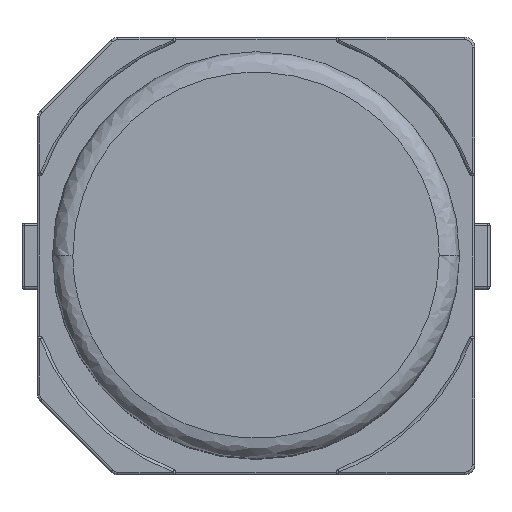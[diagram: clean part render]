
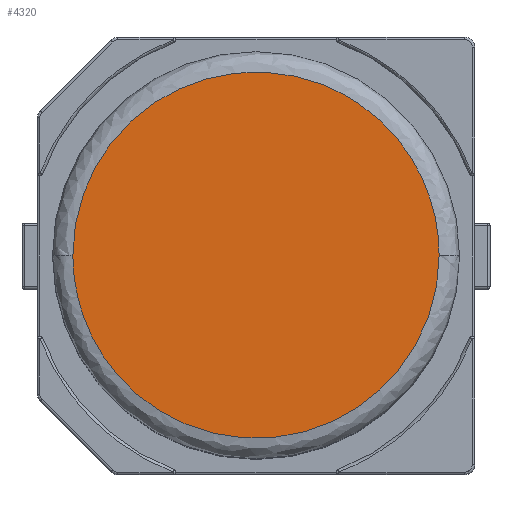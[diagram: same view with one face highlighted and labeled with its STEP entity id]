
A CAD part, top view. The second image highlights one B-rep face of the part: STEP entity #4320.
In plain terms, the highlighted planar face has unit normal (0, 0, 1).
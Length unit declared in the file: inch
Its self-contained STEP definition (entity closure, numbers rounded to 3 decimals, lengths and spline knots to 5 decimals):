
#19 = VERTEX_POINT ( 'NONE', #749 ) ;
#297 = DIRECTION ( 'NONE',  ( -1., 0., 0. ) ) ;
#347 = CARTESIAN_POINT ( 'NONE',  ( 0.07183, 0.05904, 0.22046 ) ) ;
#556 = ORIENTED_EDGE ( 'NONE', *, *, #2997, .F. ) ;
#576 = CARTESIAN_POINT ( 'NONE',  ( 0.07171, -0.02142, 0.22046 ) ) ;
#749 = CARTESIAN_POINT ( 'NONE',  ( -0.07003, 0.00002, 0.22046 ) ) ;
#871 = CARTESIAN_POINT ( 'NONE',  ( -0.07003, 0.00002, 0.22046 ) ) ;
#894 = CARTESIAN_POINT ( 'NONE',  ( 0.06241, 0.04411, 0.22046 ) ) ;
#934 = EDGE_LOOP ( 'NONE', ( #3639, #1179, #2524, #556 ) ) ;
#971 = CARTESIAN_POINT ( 'NONE',  ( 0.07171, 0.02145, 0.22046 ) ) ;
#1058 = EDGE_CURVE ( 'NONE', #1515, #1744, #2623, .T. ) ;
#1179 = ORIENTED_EDGE ( 'NONE', *, *, #4783, .F. ) ;
#1230 = CARTESIAN_POINT ( 'NONE',  ( 0.04021, 0.05894, 0.22046 ) ) ;
#1515 = VERTEX_POINT ( 'NONE', #4081 ) ;
#1575 = CARTESIAN_POINT ( 'NONE',  ( -0.07003, -0.05442, 0.22046 ) ) ;
#1581 = VERTEX_POINT ( 'NONE', #3039 ) ;
#1602 = AXIS2_PLACEMENT_3D ( 'NONE', #347, #3849, #297 ) ;
#1744 = VERTEX_POINT ( 'NONE', #4582 ) ;
#1900 = EDGE_CURVE ( 'NONE', #1581, #19, #4823, .T. ) ;
#1986 = CARTESIAN_POINT ( 'NONE',  ( -0.02159, -0.1002, 0.22046 ) ) ;
#2073 =( BOUNDED_CURVE ( )  B_SPLINE_CURVE ( 3, ( #4220, #576, #3436, #4093 ),
 .UNSPECIFIED., .F., .T. ) 
 B_SPLINE_CURVE_WITH_KNOTS ( ( 4, 4 ),
 ( 5.30142, 6.28319 ),
 .UNSPECIFIED. ) 
 CURVE ( )  GEOMETRIC_REPRESENTATION_ITEM ( )  RATIONAL_B_SPLINE_CURVE ( ( 1., 0.768, 0.616, 0.546 ) ) 
 REPRESENTATION_ITEM ( '' )  );
#2233 = PLANE ( 'NONE',  #1602 ) ;
#2449 = CARTESIAN_POINT ( 'NONE',  ( 0.07171, 0.00002, 0.22046 ) ) ;
#2524 = ORIENTED_EDGE ( 'NONE', *, *, #1900, .F. ) ;
#2623 =( BOUNDED_CURVE ( )  B_SPLINE_CURVE ( 3, ( #2902, #894, #971, #2449 ),
 .UNSPECIFIED., .F., .T. ) 
 B_SPLINE_CURVE_WITH_KNOTS ( ( 4, 4 ),
 ( 0., 0.98177 ),
 .UNSPECIFIED. ) 
 CURVE ( )  GEOMETRIC_REPRESENTATION_ITEM ( )  RATIONAL_B_SPLINE_CURVE ( ( 0.546, 0.616, 0.768, 1. ) ) 
 REPRESENTATION_ITEM ( '' )  );
#2667 = FACE_OUTER_BOUND ( 'NONE', #934, .T. ) ;
#2791 = CARTESIAN_POINT ( 'NONE',  ( -0.07003, 0.00002, 0.22046 ) ) ;
#2902 = CARTESIAN_POINT ( 'NONE',  ( 0.04021, 0.05894, 0.22046 ) ) ;
#2997 = EDGE_CURVE ( 'NONE', #1744, #1581, #2073, .T. ) ;
#3039 = CARTESIAN_POINT ( 'NONE',  ( 0.04021, -0.0589, 0.22046 ) ) ;
#3436 = CARTESIAN_POINT ( 'NONE',  ( 0.06241, -0.04407, 0.22046 ) ) ;
#3557 = CARTESIAN_POINT ( 'NONE',  ( -0.02159, 0.10023, 0.22046 ) ) ;
#3597 =( BOUNDED_CURVE ( )  B_SPLINE_CURVE ( 3, ( #2791, #4703, #3557, #1230 ),
 .UNSPECIFIED., .F., .T. ) 
 B_SPLINE_CURVE_WITH_KNOTS ( ( 4, 4 ),
 ( 0.5, 1. ),
 .UNSPECIFIED. ) 
 CURVE ( )  GEOMETRIC_REPRESENTATION_ITEM ( )  RATIONAL_B_SPLINE_CURVE ( ( 1., 0.566, 0.414, 0.546 ) ) 
 REPRESENTATION_ITEM ( '' )  );
#3639 = ORIENTED_EDGE ( 'NONE', *, *, #1058, .F. ) ;
#3849 = DIRECTION ( 'NONE',  ( 0., 0., 1. ) ) ;
#3867 = CARTESIAN_POINT ( 'NONE',  ( 0.04021, -0.0589, 0.22046 ) ) ;
#4081 = CARTESIAN_POINT ( 'NONE',  ( 0.04021, 0.05894, 0.22046 ) ) ;
#4093 = CARTESIAN_POINT ( 'NONE',  ( 0.04021, -0.0589, 0.22046 ) ) ;
#4220 = CARTESIAN_POINT ( 'NONE',  ( 0.07171, 0.00002, 0.22046 ) ) ;
#4320 = ADVANCED_FACE ( 'NONE', ( #2667 ), #2233, .T. ) ;
#4582 = CARTESIAN_POINT ( 'NONE',  ( 0.07171, 0.00002, 0.22046 ) ) ;
#4703 = CARTESIAN_POINT ( 'NONE',  ( -0.07003, 0.05446, 0.22046 ) ) ;
#4783 = EDGE_CURVE ( 'NONE', #19, #1515, #3597, .T. ) ;
#4823 =( BOUNDED_CURVE ( )  B_SPLINE_CURVE ( 3, ( #3867, #1986, #1575, #871 ),
 .UNSPECIFIED., .F., .T. ) 
 B_SPLINE_CURVE_WITH_KNOTS ( ( 4, 4 ),
 ( 0., 0.5 ),
 .UNSPECIFIED. ) 
 CURVE ( )  GEOMETRIC_REPRESENTATION_ITEM ( )  RATIONAL_B_SPLINE_CURVE ( ( 0.546, 0.414, 0.566, 1. ) ) 
 REPRESENTATION_ITEM ( '' )  );
